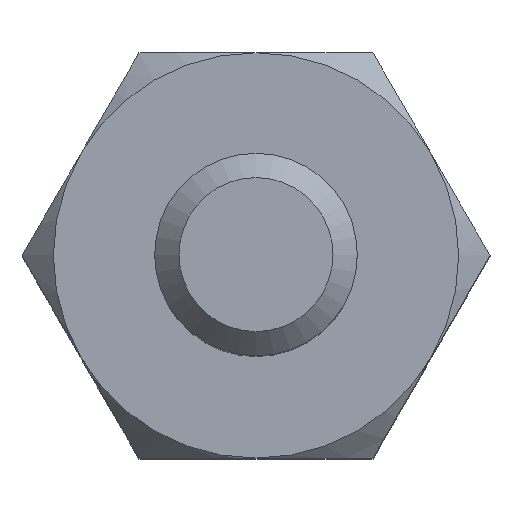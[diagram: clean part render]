
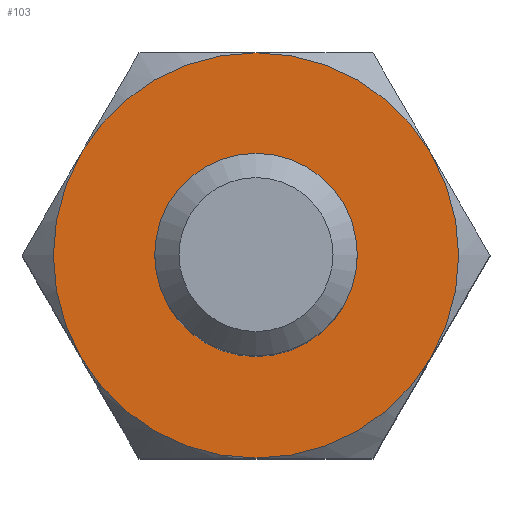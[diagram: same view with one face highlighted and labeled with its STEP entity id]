
A CAD part, top view. The second image highlights one B-rep face of the part: STEP entity #103.
In plain terms, the highlighted planar face has unit normal (0, 0, 1).
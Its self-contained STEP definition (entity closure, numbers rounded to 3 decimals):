
#103 = ADVANCED_FACE( '', ( #214, #215 ), #216, .T. );
#214 = FACE_BOUND( '', #326, .T. );
#215 = FACE_OUTER_BOUND( '', #327, .T. );
#216 = PLANE( '', #328 );
#326 = EDGE_LOOP( '', ( #535 ) );
#327 = EDGE_LOOP( '', ( #536, #537, #538, #539, #540, #541 ) );
#328 = AXIS2_PLACEMENT_3D( '', #542, #543, #544 );
#535 = ORIENTED_EDGE( '', *, *, #658, .T. );
#536 = ORIENTED_EDGE( '', *, *, #617, .F. );
#537 = ORIENTED_EDGE( '', *, *, #659, .F. );
#538 = ORIENTED_EDGE( '', *, *, #660, .F. );
#539 = ORIENTED_EDGE( '', *, *, #636, .T. );
#540 = ORIENTED_EDGE( '', *, *, #593, .F. );
#541 = ORIENTED_EDGE( '', *, *, #590, .F. );
#542 = CARTESIAN_POINT( '', ( 0., 0., 8. ) );
#543 = DIRECTION( '', ( 0., 0., 1. ) );
#544 = DIRECTION( '', ( 1., 0., 0. ) );
#590 = EDGE_CURVE( '', #671, #681, #682, .F. );
#593 = EDGE_CURVE( '', #681, #685, #686, .F. );
#617 = EDGE_CURVE( '', #722, #671, #724, .F. );
#636 = EDGE_CURVE( '', #694, #685, #749, .T. );
#658 = EDGE_CURVE( '', #776, #776, #777, .F. );
#659 = EDGE_CURVE( '', #726, #722, #778, .F. );
#660 = EDGE_CURVE( '', #694, #726, #779, .F. );
#671 = VERTEX_POINT( '', #791 );
#681 = VERTEX_POINT( '', #826 );
#682 = CIRCLE( '', #827, 2.5 );
#685 = VERTEX_POINT( '', #837 );
#686 = CIRCLE( '', #838, 2.5 );
#694 = VERTEX_POINT( '', #859 );
#722 = VERTEX_POINT( '', #925 );
#724 = CIRCLE( '', #932, 2.5 );
#726 = VERTEX_POINT( '', #934 );
#749 = CIRCLE( '', #1008, 2.5 );
#776 = VERTEX_POINT( '', #1045 );
#777 = CIRCLE( '', #1046, 1.1 );
#778 = CIRCLE( '', #1047, 2.5 );
#779 = CIRCLE( '', #1048, 2.5 );
#791 = CARTESIAN_POINT( '', ( 0., -2.5, 8. ) );
#826 = CARTESIAN_POINT( '', ( -2.165, -1.25, 8. ) );
#827 = AXIS2_PLACEMENT_3D( '', #1057, #1058, #1059 );
#837 = CARTESIAN_POINT( '', ( -2.165, 1.25, 8. ) );
#838 = AXIS2_PLACEMENT_3D( '', #1060, #1061, #1062 );
#859 = CARTESIAN_POINT( '', ( 0., 2.5, 8. ) );
#925 = CARTESIAN_POINT( '', ( 2.165, -1.25, 8. ) );
#932 = AXIS2_PLACEMENT_3D( '', #1087, #1088, #1089 );
#934 = CARTESIAN_POINT( '', ( 2.165, 1.25, 8. ) );
#1008 = AXIS2_PLACEMENT_3D( '', #1100, #1101, #1102 );
#1045 = CARTESIAN_POINT( '', ( 1.1, 0., 8. ) );
#1046 = AXIS2_PLACEMENT_3D( '', #1121, #1122, #1123 );
#1047 = AXIS2_PLACEMENT_3D( '', #1124, #1125, #1126 );
#1048 = AXIS2_PLACEMENT_3D( '', #1127, #1128, #1129 );
#1057 = CARTESIAN_POINT( '', ( 0., 0., 8. ) );
#1058 = DIRECTION( '', ( 0., 0., 1. ) );
#1059 = DIRECTION( '', ( 1., 0., 0. ) );
#1060 = CARTESIAN_POINT( '', ( 0., 0., 8. ) );
#1061 = DIRECTION( '', ( 0., 0., 1. ) );
#1062 = DIRECTION( '', ( 1., 0., 0. ) );
#1087 = CARTESIAN_POINT( '', ( 0., 0., 8. ) );
#1088 = DIRECTION( '', ( 0., 0., 1. ) );
#1089 = DIRECTION( '', ( 1., 0., 0. ) );
#1100 = CARTESIAN_POINT( '', ( 0., 0., 8. ) );
#1101 = DIRECTION( '', ( 0., 0., 1. ) );
#1102 = DIRECTION( '', ( 1., 0., 0. ) );
#1121 = CARTESIAN_POINT( '', ( 0., 0., 8. ) );
#1122 = DIRECTION( '', ( 0., 0., 1. ) );
#1123 = DIRECTION( '', ( 1., 0., 0. ) );
#1124 = CARTESIAN_POINT( '', ( 0., 0., 8. ) );
#1125 = DIRECTION( '', ( 0., 0., 1. ) );
#1126 = DIRECTION( '', ( 1., 0., 0. ) );
#1127 = CARTESIAN_POINT( '', ( 0., 0., 8. ) );
#1128 = DIRECTION( '', ( 0., 0., 1. ) );
#1129 = DIRECTION( '', ( 1., 0., 0. ) );
